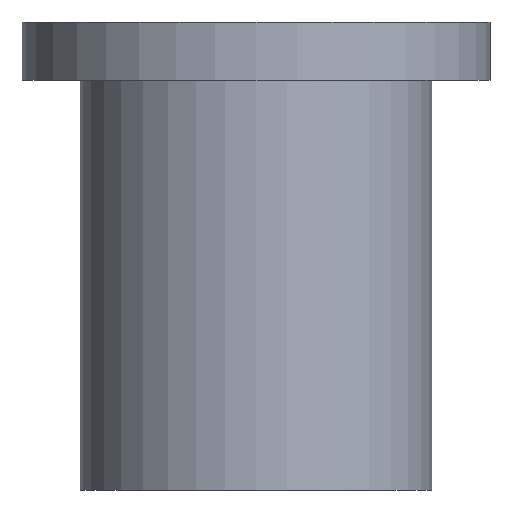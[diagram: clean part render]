
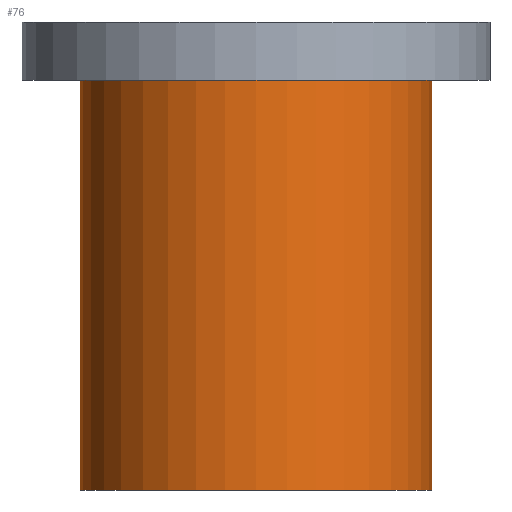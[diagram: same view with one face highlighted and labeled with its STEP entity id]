
A CAD part, front view. The second image highlights one B-rep face of the part: STEP entity #76.
In plain terms, the highlighted cylindrical face has radius 4.775 mm (diameter 9.55 mm), a partial arc.
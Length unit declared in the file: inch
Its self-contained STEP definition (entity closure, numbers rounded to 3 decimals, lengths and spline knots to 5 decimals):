
#31 = AXIS2_PLACEMENT_3D ( 'NONE', #184, #286, #158 ) ;
#36 = FACE_OUTER_BOUND ( 'NONE', #255, .T. ) ;
#42 = LINE ( 'NONE', #142, #195 ) ;
#56 = EDGE_CURVE ( 'NONE', #332, #227, #245, .T. ) ;
#58 = CARTESIAN_POINT ( 'NONE',  ( -0.188, 0., -0.25 ) ) ;
#76 = ADVANCED_FACE ( 'NONE', ( #36 ), #91, .T. ) ;
#86 = DIRECTION ( 'NONE',  ( -1., 0., 0. ) ) ;
#91 = CYLINDRICAL_SURFACE ( 'NONE', #208, 0.188 ) ;
#99 = CIRCLE ( 'NONE', #214, 0.188 ) ;
#111 = CARTESIAN_POINT ( 'NONE',  ( 0., 0., 0.25 ) ) ;
#112 = CARTESIAN_POINT ( 'NONE',  ( 0., 0., 0.1875 ) ) ;
#128 = ORIENTED_EDGE ( 'NONE', *, *, #274, .T. ) ;
#135 = CARTESIAN_POINT ( 'NONE',  ( -0.188, 0., 0.1875 ) ) ;
#142 = CARTESIAN_POINT ( 'NONE',  ( 0.188, 0., 0.25 ) ) ;
#158 = DIRECTION ( 'NONE',  ( 1., 0., 0. ) ) ;
#159 = CARTESIAN_POINT ( 'NONE',  ( 0.188, 0., -0.25 ) ) ;
#172 = VERTEX_POINT ( 'NONE', #159 ) ;
#180 = DIRECTION ( 'NONE',  ( 1., 0., 0. ) ) ;
#184 = CARTESIAN_POINT ( 'NONE',  ( 0., 0., -0.25 ) ) ;
#188 = EDGE_CURVE ( 'NONE', #194, #172, #42, .T. ) ;
#194 = VERTEX_POINT ( 'NONE', #260 ) ;
#195 = VECTOR ( 'NONE', #247, 39.37008 ) ;
#198 = ORIENTED_EDGE ( 'NONE', *, *, #188, .F. ) ;
#208 = AXIS2_PLACEMENT_3D ( 'NONE', #111, #219, #86 ) ;
#209 = DIRECTION ( 'NONE',  ( 0., 0., 1. ) ) ;
#214 = AXIS2_PLACEMENT_3D ( 'NONE', #112, #209, #180 ) ;
#219 = DIRECTION ( 'NONE',  ( 0., 0., -1. ) ) ;
#227 = VERTEX_POINT ( 'NONE', #58 ) ;
#245 = LINE ( 'NONE', #264, #285 ) ;
#247 = DIRECTION ( 'NONE',  ( 0., 0., -1. ) ) ;
#249 = EDGE_CURVE ( 'NONE', #332, #194, #99, .T. ) ;
#253 = CIRCLE ( 'NONE', #31, 0.188 ) ;
#255 = EDGE_LOOP ( 'NONE', ( #198, #279, #324, #128 ) ) ;
#260 = CARTESIAN_POINT ( 'NONE',  ( 0.188, 0., 0.1875 ) ) ;
#264 = CARTESIAN_POINT ( 'NONE',  ( -0.188, 0., 0.25 ) ) ;
#274 = EDGE_CURVE ( 'NONE', #227, #172, #253, .T. ) ;
#279 = ORIENTED_EDGE ( 'NONE', *, *, #249, .F. ) ;
#285 = VECTOR ( 'NONE', #287, 39.37008 ) ;
#286 = DIRECTION ( 'NONE',  ( 0., 0., 1. ) ) ;
#287 = DIRECTION ( 'NONE',  ( 0., 0., -1. ) ) ;
#324 = ORIENTED_EDGE ( 'NONE', *, *, #56, .T. ) ;
#332 = VERTEX_POINT ( 'NONE', #135 ) ;
